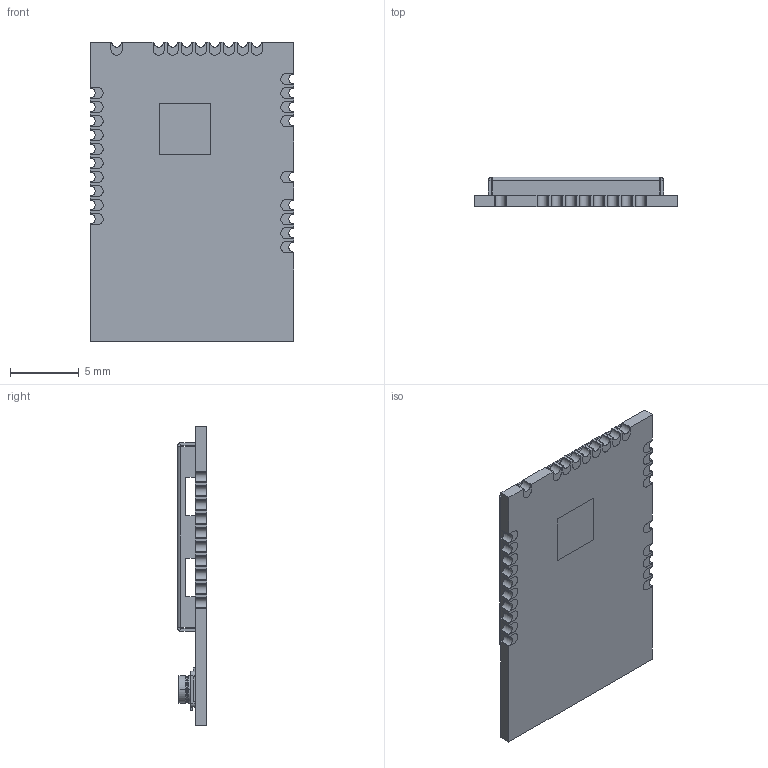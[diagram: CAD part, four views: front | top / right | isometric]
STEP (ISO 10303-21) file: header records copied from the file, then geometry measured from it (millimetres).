
FILE_DESCRIPTION (( 'STEP AP214' ), '1' );
FILE_NAME ('ATWINC1500-MR210UB.STEP', '2019-05-04T09:33:42', ( '' ), ( '' ), 'SwSTEP 2.0', 'SolidWorks 2017', '' );
FILE_SCHEMA (( 'AUTOMOTIVE_DESIGN' ));
Length unit declared in the file: millimetre
Products named in the file (1): ATWINC1500-MR210UB
Bounding box: 14.73 x 2.11 x 21.72 mm (x, y, z)
Volume: 302.8 mm3; surface area: 1641.7 mm2
Topology: 37 solids, 37 shells, 612 faces, 1451 edges, 915 vertices
Faces by surface type: plane 475, cylinder 121, bspline 8, cone 6, sphere 2
Entity records: 24625 total; most frequent: CARTESIAN_POINT 3317, ORIENTED_EDGE 2894, DIRECTION 2873, EDGE_CURVE 1447, VECTOR 1199, LINE 1199, VERTEX_POINT 913, AXIS2_PLACEMENT_3D 837
